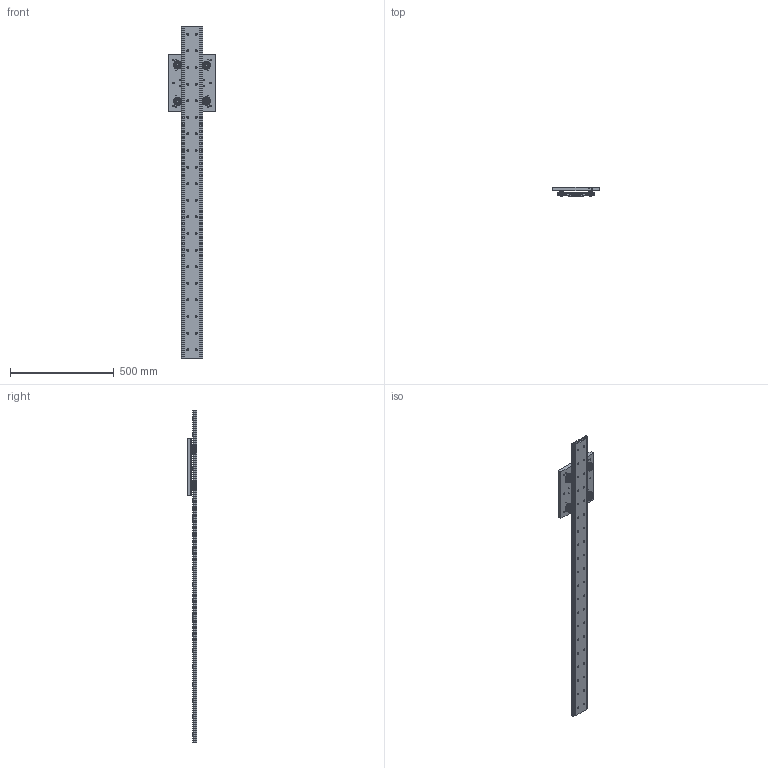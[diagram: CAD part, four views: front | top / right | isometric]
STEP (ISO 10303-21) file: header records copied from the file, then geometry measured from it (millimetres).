
FILE_DESCRIPTION (( 'STEP AP214' ), '1' );
FILE_NAME ('IVT_EDDB4F55CD.step', '2022-04-10T07:56:27', ( 'localadmin' ), ( 'BOXX Technologies, Inc.' ), 'SwSTEP 2.0', 'SolidWorks 2019', '' );
FILE_SCHEMA (( 'AUTOMOTIVE_DESIGN' ));
Length unit declared in the file: inch
Products named in the file (5): IVT_EDDB4F55CD; 3CycvbkDQu_CADModel_0; 3CycvbkDQu_CADModel_1
Assembly tree (2 placements, depth 2):
  IVT_EDDB4F55CD
    3CycvbkDQu_CADModel_1
    3CycvbkDQu_CADModel_0
  3CycvbkDQu_CADModel_0
  3CycvbkDQu_CADModel_1
Bounding box: 225 x 44.4 x 1600 mm (x, y, z)
Volume: 2936438.8 mm3; surface area: 970138.9 mm2
Topology: 24 solids, 24 shells, 916 faces, 2382 edges, 1498 vertices
Faces by surface type: cylinder 478, plane 202, cone 140, torus 96
Entity records: 41722 total; most frequent: CARTESIAN_POINT 5958, DIRECTION 5266, ORIENTED_EDGE 4692, EDGE_CURVE 2346, AXIS2_PLACEMENT_3D 2142, VERTEX_POINT 1498, CIRCLE 1220, EDGE_LOOP 1144
